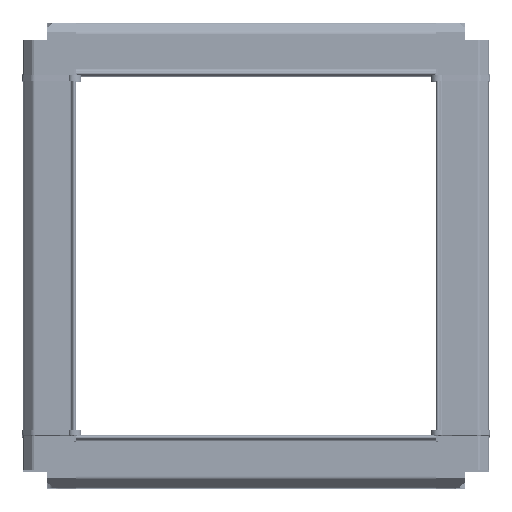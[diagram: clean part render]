
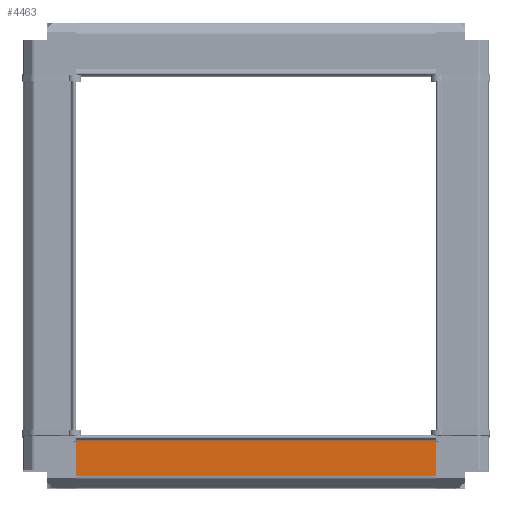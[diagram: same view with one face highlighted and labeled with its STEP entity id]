
A CAD part, top view. The second image highlights one B-rep face of the part: STEP entity #4463.
In plain terms, the highlighted face is planar.
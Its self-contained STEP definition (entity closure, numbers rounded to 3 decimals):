
#4463=ADVANCED_FACE('F28',(#6613),#5646,.T.);
#5646=PLANE('',#28231);
#6613=FACE_OUTER_BOUND('',#8230,.T.);
#8230=EDGE_LOOP('',(#12560,#12561,#12562,#12563));
#12560=ORIENTED_EDGE('',*,*,#20543,.T.);
#12561=ORIENTED_EDGE('',*,*,#20544,.F.);
#12562=ORIENTED_EDGE('',*,*,#20545,.T.);
#12563=ORIENTED_EDGE('',*,*,#20541,.F.);
#17619=VERTEX_POINT('',#39617);
#17620=VERTEX_POINT('',#39619);
#17621=VERTEX_POINT('',#39623);
#17622=VERTEX_POINT('',#39625);
#20541=EDGE_CURVE('E233',#17619,#17620,#23865,.T.);
#20543=EDGE_CURVE('E424',#17619,#17621,#23866,.T.);
#20544=EDGE_CURVE('E229',#17622,#17621,#23867,.T.);
#20545=EDGE_CURVE('E425',#17622,#17620,#23868,.T.);
#23865=LINE('',#39618,#26368);
#23866=LINE('',#39622,#26369);
#23867=LINE('',#39624,#26370);
#23868=LINE('',#39626,#26371);
#26368=VECTOR('',#32131,1.);
#26369=VECTOR('',#32136,1.);
#26370=VECTOR('',#32137,1.);
#26371=VECTOR('',#32138,1.);
#28231=AXIS2_PLACEMENT_3D('',#39627,#32139,#32140);
#32131=DIRECTION('',(0.,0.,1.));
#32136=DIRECTION('',(0.,1.,0.));
#32137=DIRECTION('',(0.,0.,-1.));
#32138=DIRECTION('',(0.,-1.,0.));
#32139=DIRECTION('',(1.,0.,0.));
#32140=DIRECTION('',(0.,0.,-1.));
#39617=CARTESIAN_POINT('',(-282.781,-2193.183,-208.045));
#39618=CARTESIAN_POINT('',(-282.781,-2193.183,-53.045));
#39619=CARTESIAN_POINT('',(-282.781,-2193.183,101.955));
#39622=CARTESIAN_POINT('',(-282.781,-2178.197,-208.045));
#39623=CARTESIAN_POINT('',(-282.781,-2163.211,-208.045));
#39624=CARTESIAN_POINT('',(-282.781,-2163.211,-53.045));
#39625=CARTESIAN_POINT('',(-282.781,-2163.211,101.955));
#39626=CARTESIAN_POINT('',(-282.781,-2178.197,101.955));
#39627=CARTESIAN_POINT('',(-282.781,-2193.183,101.955));
